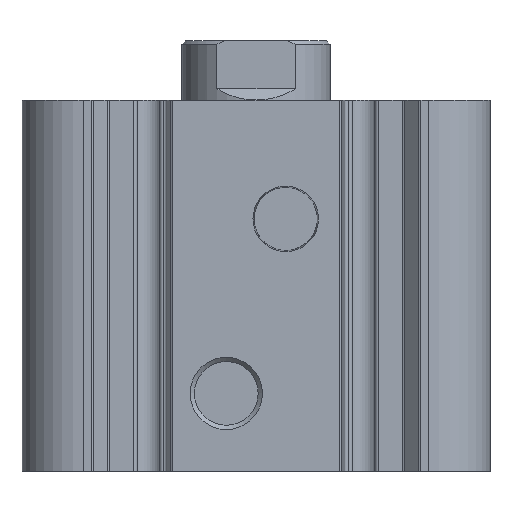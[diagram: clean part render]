
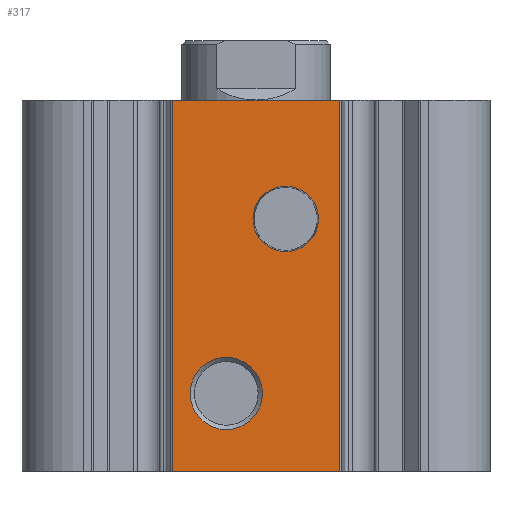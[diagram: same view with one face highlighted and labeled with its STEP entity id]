
A CAD part, left-side view. The second image highlights one B-rep face of the part: STEP entity #317.
In plain terms, the highlighted planar face has unit normal (-1, 0, 0).
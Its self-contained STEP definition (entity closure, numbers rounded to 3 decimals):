
#317 = ADVANCED_FACE( '', ( #702, #703, #704 ), #705, .T. );
#702 = FACE_BOUND( '', #1195, .T. );
#703 = FACE_BOUND( '', #1196, .T. );
#704 = FACE_OUTER_BOUND( '', #1197, .T. );
#705 = PLANE( '', #1198 );
#1195 = EDGE_LOOP( '', ( #2656 ) );
#1196 = EDGE_LOOP( '', ( #2657 ) );
#1197 = EDGE_LOOP( '', ( #2658, #2659, #2660, #2661 ) );
#1198 = AXIS2_PLACEMENT_3D( '', #2662, #2663, #2664 );
#2656 = ORIENTED_EDGE( '', *, *, #3460, .T. );
#2657 = ORIENTED_EDGE( '', *, *, #3461, .T. );
#2658 = ORIENTED_EDGE( '', *, *, #3196, .F. );
#2659 = ORIENTED_EDGE( '', *, *, #3329, .F. );
#2660 = ORIENTED_EDGE( '', *, *, #3061, .T. );
#2661 = ORIENTED_EDGE( '', *, *, #3459, .T. );
#2662 = CARTESIAN_POINT( '', ( -34., 11.231, -50. ) );
#2663 = DIRECTION( '', ( -1., 0., 0. ) );
#2664 = DIRECTION( '', ( 0., 0., 1. ) );
#3061 = EDGE_CURVE( '', #3611, #3612, #3613, .T. );
#3196 = EDGE_CURVE( '', #3881, #3882, #3883, .T. );
#3329 = EDGE_CURVE( '', #3611, #3881, #4146, .T. );
#3459 = EDGE_CURVE( '', #3612, #3882, #4276, .T. );
#3460 = EDGE_CURVE( '', #4277, #4277, #4278, .T. );
#3461 = EDGE_CURVE( '', #4279, #4279, #4280, .T. );
#3611 = VERTEX_POINT( '', #4481 );
#3612 = VERTEX_POINT( '', #4482 );
#3613 = LINE( '', #4483, #4484 );
#3881 = VERTEX_POINT( '', #4817 );
#3882 = VERTEX_POINT( '', #4818 );
#3883 = LINE( '', #4819, #4820 );
#4146 = LINE( '', #5149, #5150 );
#4276 = LINE( '', #5409, #5410 );
#4277 = VERTEX_POINT( '', #5411 );
#4278 = CIRCLE( '', #5412, 4.408 );
#4279 = VERTEX_POINT( '', #5413 );
#4280 = CIRCLE( '', #5414, 4.864 );
#4481 = CARTESIAN_POINT( '', ( -34., 11.231, -50. ) );
#4482 = CARTESIAN_POINT( '', ( -34., -11.231, -50. ) );
#4483 = CARTESIAN_POINT( '', ( -34., 11.231, -50. ) );
#4484 = VECTOR( '', #5676, 1000. );
#4817 = CARTESIAN_POINT( '', ( -34., 11.231, 0. ) );
#4818 = CARTESIAN_POINT( '', ( -34., -11.231, 0. ) );
#4819 = CARTESIAN_POINT( '', ( -34., 11.231, 0. ) );
#4820 = VECTOR( '', #5949, 1000. );
#5149 = CARTESIAN_POINT( '', ( -34., 11.231, -50. ) );
#5150 = VECTOR( '', #6214, 1000. );
#5409 = CARTESIAN_POINT( '', ( -34., -11.231, -50. ) );
#5410 = VECTOR( '', #6344, 1000. );
#5411 = CARTESIAN_POINT( '', ( -34., -4., -20.408 ) );
#5412 = AXIS2_PLACEMENT_3D( '', #6345, #6346, #6347 );
#5413 = CARTESIAN_POINT( '', ( -34., 4., -44.364 ) );
#5414 = AXIS2_PLACEMENT_3D( '', #6348, #6349, #6350 );
#5676 = DIRECTION( '', ( 0., -1., 0. ) );
#5949 = DIRECTION( '', ( 0., -1., 0. ) );
#6214 = DIRECTION( '', ( 0., 0., 1. ) );
#6344 = DIRECTION( '', ( 0., 0., 1. ) );
#6345 = CARTESIAN_POINT( '', ( -34., -4., -16. ) );
#6346 = DIRECTION( '', ( 1., 0., 0. ) );
#6347 = DIRECTION( '', ( 0., 0., -1. ) );
#6348 = CARTESIAN_POINT( '', ( -34., 4., -39.5 ) );
#6349 = DIRECTION( '', ( 1., 0., 0. ) );
#6350 = DIRECTION( '', ( 0., 0., -1. ) );
